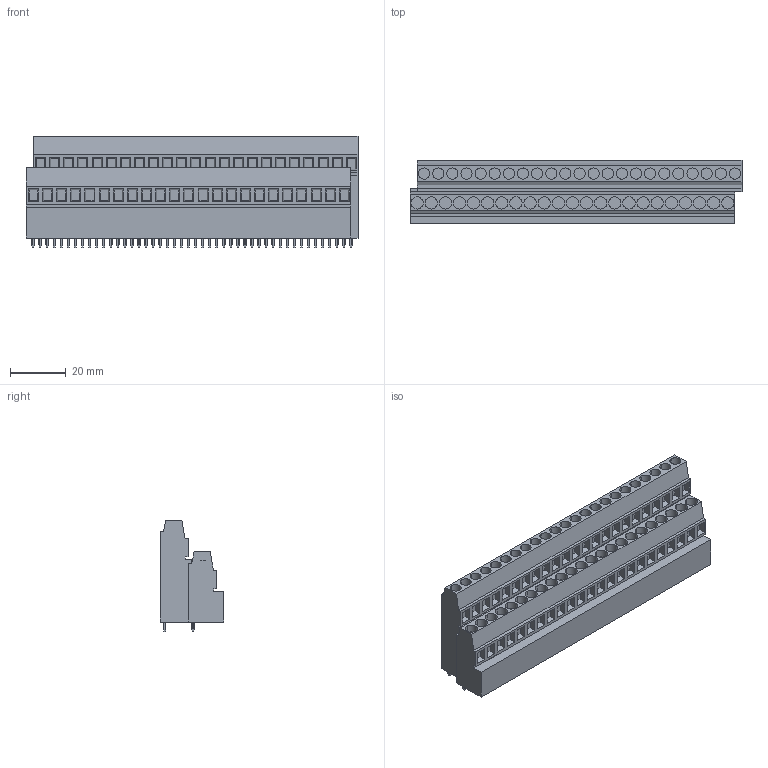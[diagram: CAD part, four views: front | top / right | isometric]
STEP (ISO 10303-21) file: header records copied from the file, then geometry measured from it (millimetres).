
FILE_DESCRIPTION(('CATIA V5 STEP Exchange','CAx-IF Rec.Pracs.--- Model Styling and Organization---1.2---2011-12-15'),'2;1');
FILE_NAME ('D1455743_0_1769450000_1769450000.stp','2018-09-07T14:49:53+00:00',('none'),('Weidmueller'),'CATIA Version 5-6 Release 2014','CATIA V5 STEP AP214','none');
FILE_SCHEMA(('AUTOMOTIVE_DESIGN { 1 0 10303 214 1 1 1 1 }'));
Length unit declared in the file: millimetre
Products named in the file (1): 1769450000
Bounding box: 119.38 x 22.8 x 40.1 mm (x, y, z)
Volume: 68971.6 mm3; surface area: 19762.3 mm2
Topology: 47 solids, 47 shells, 1039 faces, 2559 edges, 1706 vertices
Faces by surface type: plane 947, cylinder 92
Entity records: 28513 total; most frequent: CARTESIAN_POINT 5450, ORIENTED_EDGE 5118, DIRECTION 3823, EDGE_CURVE 2559, VECTOR 2007, LINE 2007, VERTEX_POINT 1706, EDGE_LOOP 1131
